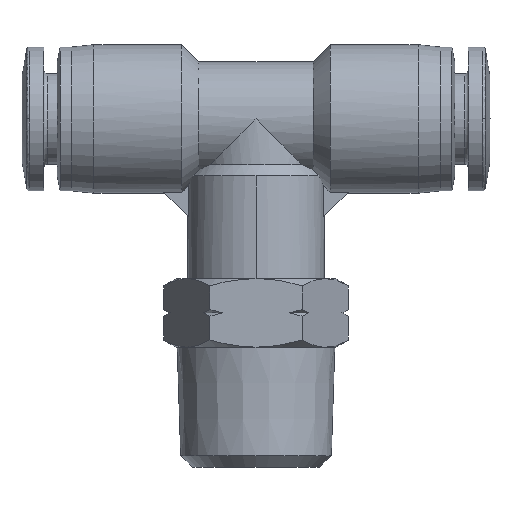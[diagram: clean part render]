
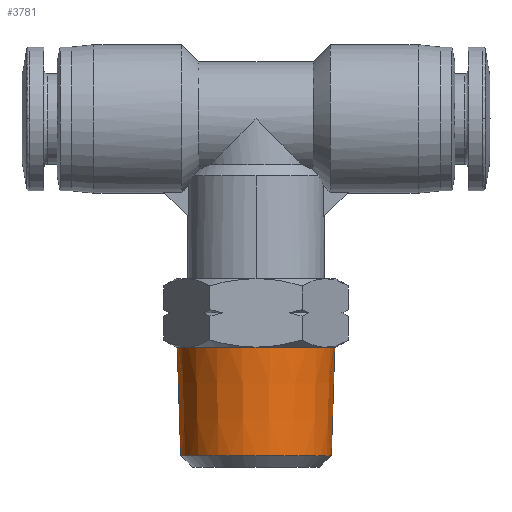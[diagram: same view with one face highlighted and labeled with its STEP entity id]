
A CAD part, top view. The second image highlights one B-rep face of the part: STEP entity #3781.
In plain terms, the highlighted conical face has half-angle 1.79 degrees and reference radius 6.9 mm.
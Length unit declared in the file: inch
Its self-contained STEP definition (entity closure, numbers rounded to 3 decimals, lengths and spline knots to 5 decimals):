
#85 = CARTESIAN_POINT ( 'NONE',  ( 0., -0.23622, 0. ) ) ;
#410 = DIRECTION ( 'NONE',  ( -0.031, 1., 0. ) ) ;
#453 = CARTESIAN_POINT ( 'NONE',  ( -0.27165, -0.23622, 0. ) ) ;
#542 = DIRECTION ( 'NONE',  ( -1., 0., 0. ) ) ;
#742 = CONICAL_SURFACE ( 'NONE', #2961, 0.27165, 0.031 ) ;
#762 = CARTESIAN_POINT ( 'NONE',  ( 0., -0.61026, 0. ) ) ;
#858 = CARTESIAN_POINT ( 'NONE',  ( 0.27165, -0.23622, 0. ) ) ;
#879 = CARTESIAN_POINT ( 'NONE',  ( -0.27165, -0.23622, 0. ) ) ;
#1218 = DIRECTION ( 'NONE',  ( -1., 0., 0. ) ) ;
#1278 = EDGE_CURVE ( 'NONE', #2862, #2803, #5598, .T. ) ;
#1592 = CIRCLE ( 'NONE', #4458, 0.25996 ) ;
#1620 = ORIENTED_EDGE ( 'NONE', *, *, #2368, .F. ) ;
#2368 = EDGE_CURVE ( 'NONE', #3722, #4519, #4427, .T. ) ;
#2665 = EDGE_CURVE ( 'NONE', #2862, #3722, #1592, .T. ) ;
#2733 = DIRECTION ( 'NONE',  ( 0., 1., 0. ) ) ;
#2803 = VERTEX_POINT ( 'NONE', #858 ) ;
#2862 = VERTEX_POINT ( 'NONE', #5108 ) ;
#2961 = AXIS2_PLACEMENT_3D ( 'NONE', #5053, #2733, #4221 ) ;
#3060 = DIRECTION ( 'NONE',  ( 0.031, 1., 0. ) ) ;
#3108 = ORIENTED_EDGE ( 'NONE', *, *, #3464, .T. ) ;
#3336 = DIRECTION ( 'NONE',  ( 0., -1., 0. ) ) ;
#3355 = CARTESIAN_POINT ( 'NONE',  ( 0.27165, -0.23622, 0. ) ) ;
#3464 = EDGE_CURVE ( 'NONE', #2803, #4519, #5458, .T. ) ;
#3519 = ORIENTED_EDGE ( 'NONE', *, *, #1278, .T. ) ;
#3532 = AXIS2_PLACEMENT_3D ( 'NONE', #85, #3336, #542 ) ;
#3580 = ORIENTED_EDGE ( 'NONE', *, *, #2665, .F. ) ;
#3673 = CARTESIAN_POINT ( 'NONE',  ( -0.25996, -0.61026, 0. ) ) ;
#3722 = VERTEX_POINT ( 'NONE', #3673 ) ;
#3781 = ADVANCED_FACE ( 'NONE', ( #3848 ), #742, .T. ) ;
#3848 = FACE_OUTER_BOUND ( 'NONE', #5735, .T. ) ;
#4073 = DIRECTION ( 'NONE',  ( 0., -1., 0. ) ) ;
#4221 = DIRECTION ( 'NONE',  ( -1., 0., 0. ) ) ;
#4245 = VECTOR ( 'NONE', #3060, 39.37008 ) ;
#4427 = LINE ( 'NONE', #453, #5449 ) ;
#4458 = AXIS2_PLACEMENT_3D ( 'NONE', #762, #4073, #1218 ) ;
#4519 = VERTEX_POINT ( 'NONE', #879 ) ;
#5053 = CARTESIAN_POINT ( 'NONE',  ( 0., -0.23622, 0. ) ) ;
#5108 = CARTESIAN_POINT ( 'NONE',  ( 0.25996, -0.61026, 0. ) ) ;
#5449 = VECTOR ( 'NONE', #410, 39.37008 ) ;
#5458 = CIRCLE ( 'NONE', #3532, 0.27165 ) ;
#5598 = LINE ( 'NONE', #3355, #4245 ) ;
#5735 = EDGE_LOOP ( 'NONE', ( #3580, #3519, #3108, #1620 ) ) ;
